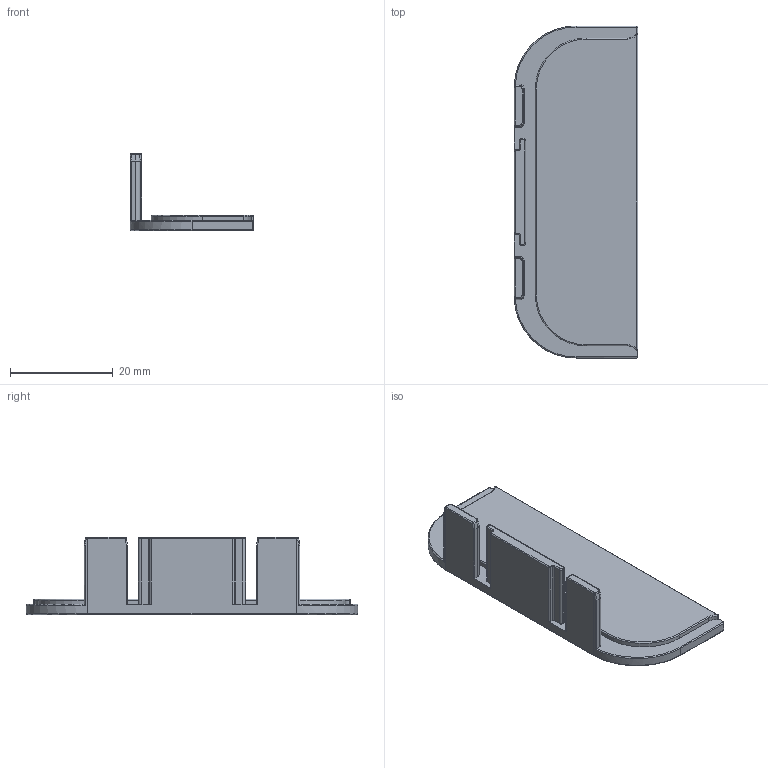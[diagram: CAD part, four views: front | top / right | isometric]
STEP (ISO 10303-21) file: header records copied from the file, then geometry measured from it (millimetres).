
FILE_DESCRIPTION(/* description */ ('Abdeckkappe'),/* implementation_level */ '2;1');
FILE_NAME(/* name */ '100003177.stp',/* time_stamp */ '2024-01-18T08:28:22+01:00',/* author */ ('selema'),/* organization */ (''),/* preprocessor_version */ 'ST-DEVELOPER v20',/* originating_system */ 'Autodesk Inventor 2024',/* authorisation */ '');
FILE_SCHEMA (('AUTOMOTIVE_DESIGN { 1 0 10303 214 3 1 1 }'));
Length unit declared in the file: millimetre
Products named in the file (1): MP004790
Bounding box: 24 x 64.5 x 15 mm (x, y, z)
Volume: 5063.5 mm3; surface area: 4504.2 mm2
Topology: 1 solids, 1 shells, 124 faces, 299 edges, 168 vertices
Faces by surface type: cylinder 55, plane 32, torus 20, sphere 9, bspline 4, cone 4
Entity records: 3670 total; most frequent: CARTESIAN_POINT 729, DIRECTION 667, ORIENTED_EDGE 580, EDGE_CURVE 290, AXIS2_PLACEMENT_3D 262, VERTEX_POINT 168, LINE 143, VECTOR 143
